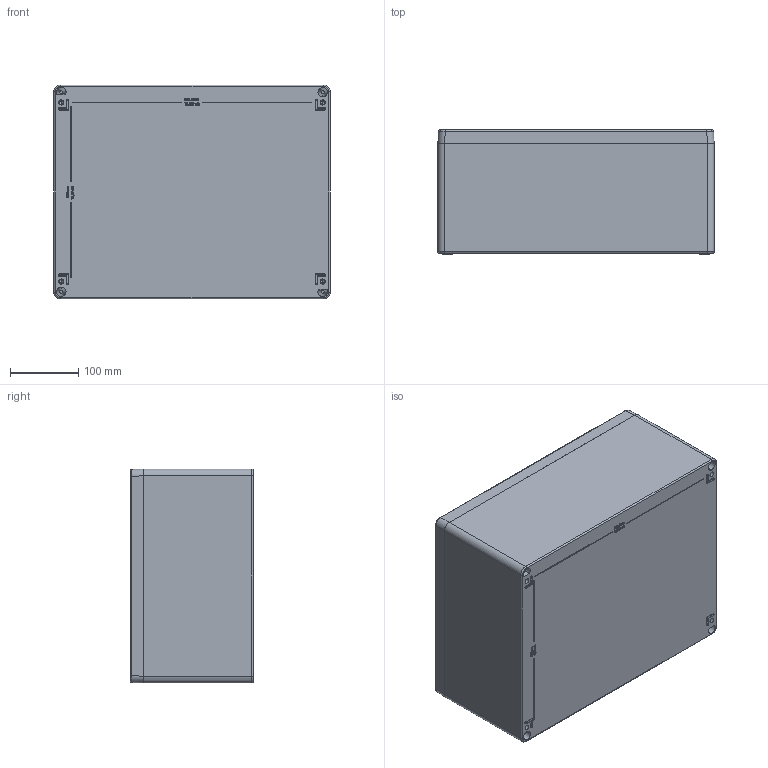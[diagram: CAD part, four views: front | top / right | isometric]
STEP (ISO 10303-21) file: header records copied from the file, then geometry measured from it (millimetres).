
FILE_DESCRIPTION (( 'STEP AP214' ), '1' );
FILE_NAME ('01314018.STEP', '2009-03-10T08:36:14', ( ' ' ), ( '' ), 'SwSTEP 2.0', 'SolidWorks 2008', '' );
FILE_SCHEMA (( 'AUTOMOTIVE_DESIGN' ));
Products named in the file (5): 82005_Standard; 93134_Standard; 02071_Standard; 03711_Standard; 01314018
Assembly tree (7 placements, depth 2):
  01314018
    93134_Standard  x4
    02071_Standard
    03711_Standard
    82005_Standard
Bounding box: 404 x 181 x 313 mm (x, y, z)
Volume: 3060308 mm3; surface area: 1042913.5 mm2
Topology: 7 solids, 7 shells, 1376 faces, 3382 edges, 2088 vertices
Faces by surface type: plane 438, bspline 415, cylinder 284, cone 163, torus 76
Entity records: 61841 total; most frequent: CARTESIAN_POINT 34725, ORIENTED_EDGE 6262, DIRECTION 4573, EDGE_CURVE 3131, VERTEX_POINT 1938, AXIS2_PLACEMENT_3D 1635, EDGE_LOOP 1389, VECTOR 1303
